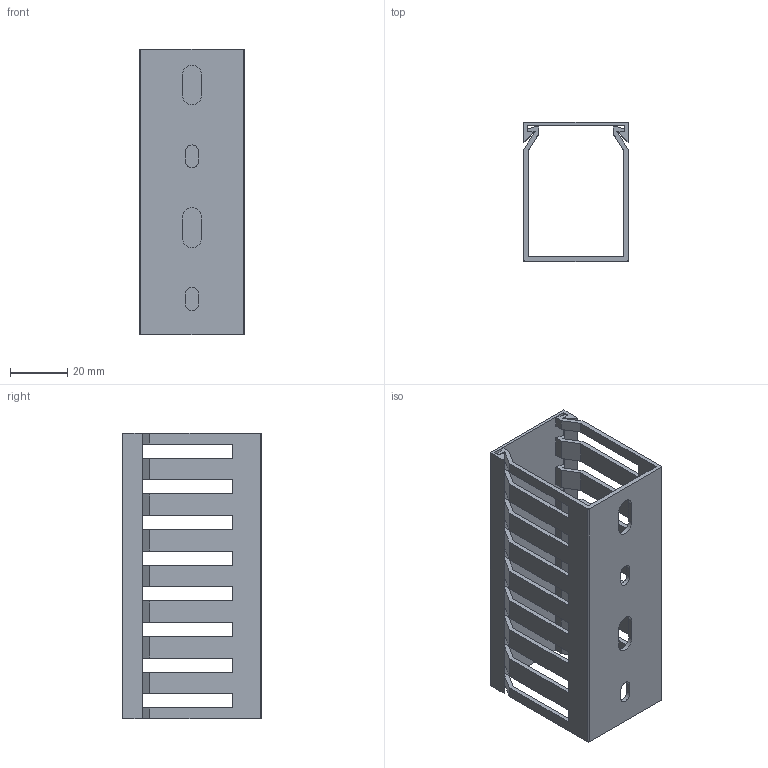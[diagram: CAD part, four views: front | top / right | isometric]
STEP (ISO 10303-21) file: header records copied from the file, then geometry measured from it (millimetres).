
FILE_DESCRIPTION((''),'2;1');
FILE_NAME('DNG5003707030B_ASM','2022-04-01T15:49:37',('pfeiferc'),(''),'CREO PARAMETRIC BY PTC INC, 2021184','CREO PARAMETRIC BY PTC INC, 2021184','');
FILE_SCHEMA(('AUTOMOTIVE_DESIGN { 1 0 10303 214 1 1 1 1 }'));
Length unit declared in the file: millimetre
Products named in the file (3): PROXY_M01478STA; PROXY_66175-M; DNG5003707030B_ASM
Assembly tree (2 placements, depth 2):
  DNG5003707030B_ASM
    PROXY_M01478STA
    PROXY_66175-M
Bounding box: 36.5 x 48.7 x 100 mm (x, y, z)
Volume: 20735.6 mm3; surface area: 33173.5 mm2
Topology: 2 solids, 2 shells, 194 faces, 588 edges, 398 vertices
Faces by surface type: plane 166, cylinder 28
Entity records: 8868 total; most frequent: CARTESIAN_POINT 1347, DIRECTION 1282, ORIENTED_EDGE 1140, VECTOR 583, LINE 583, EDGE_CURVE 570, VERTEX_POINT 380, AXIS2_PLACEMENT_3D 333
